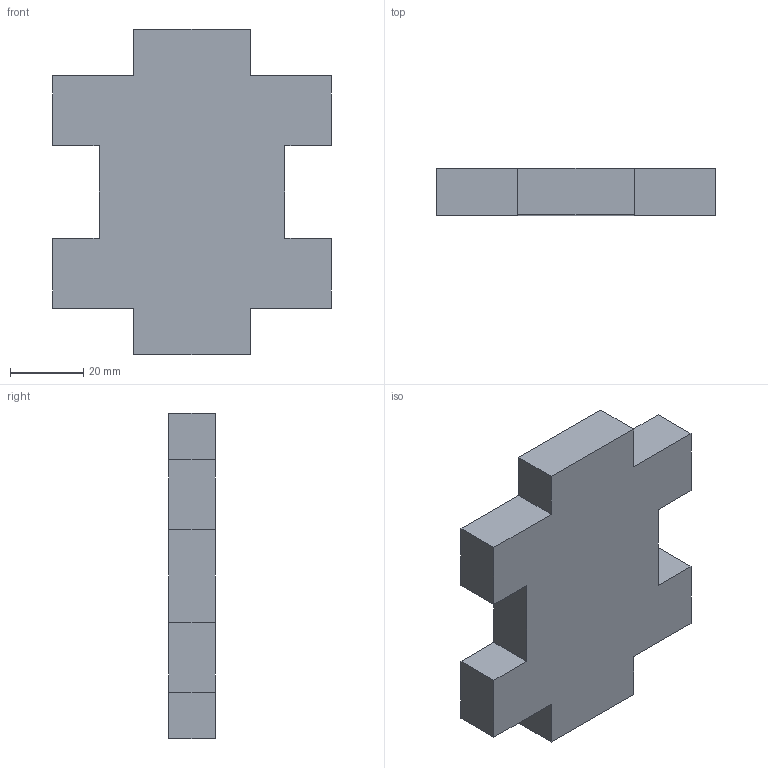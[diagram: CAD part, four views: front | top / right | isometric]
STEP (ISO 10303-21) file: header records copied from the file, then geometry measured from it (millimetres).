
FILE_DESCRIPTION (( 'STEP AP214' ), '1' );
FILE_NAME ('piso.STEP', '2019-03-10T23:54:07', ( '' ), ( '' ), 'SwSTEP 2.0', 'SolidWorks 2018', '' );
FILE_SCHEMA (( 'AUTOMOTIVE_DESIGN' ));
Length unit declared in the file: inch
Products named in the file (1): piso
Bounding box: 76.2 x 12.7 x 88.9 mm (x, y, z)
Volume: 63499.9 mm3; surface area: 14838.7 mm2
Topology: 1 solids, 1 shells, 22 faces, 60 edges, 40 vertices
Faces by surface type: plane 22
Entity records: 724 total; most frequent: CARTESIAN_POINT 123, ORIENTED_EDGE 120, DIRECTION 106, LINE 60, VECTOR 60, EDGE_CURVE 60, VERTEX_POINT 40, AXIS2_PLACEMENT_3D 23
